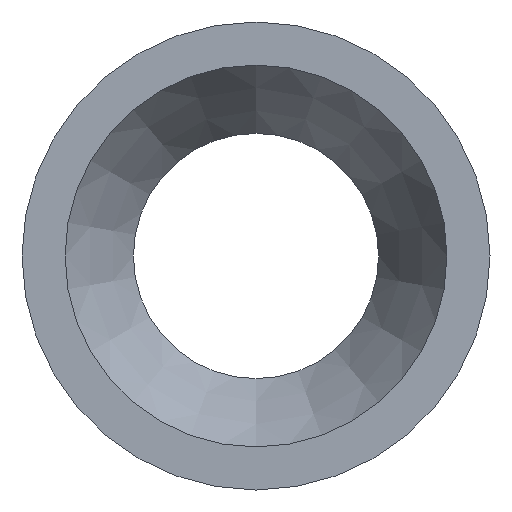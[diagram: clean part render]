
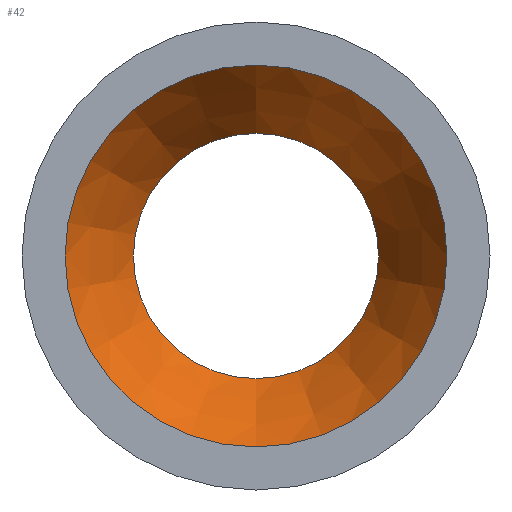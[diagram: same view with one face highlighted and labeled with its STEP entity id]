
A CAD part, left-side view. The second image highlights one B-rep face of the part: STEP entity #42.
In plain terms, the highlighted conical face has half-angle 29.316 degrees and reference radius 20.4 mm.
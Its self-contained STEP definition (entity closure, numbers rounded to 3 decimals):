
#42 = ADVANCED_FACE( '', ( #85, #86 ), #87, .F. );
#85 = FACE_BOUND( '', #124, .T. );
#86 = FACE_OUTER_BOUND( '', #125, .T. );
#87 = CONICAL_SURFACE( '', #126, 20.4, 0.512 );
#124 = EDGE_LOOP( '', ( #167 ) );
#125 = EDGE_LOOP( '', ( #168 ) );
#126 = AXIS2_PLACEMENT_3D( '', #169, #170, #171 );
#167 = ORIENTED_EDGE( '', *, *, #193, .T. );
#168 = ORIENTED_EDGE( '', *, *, #195, .F. );
#169 = CARTESIAN_POINT( '', ( 59., 0., 0. ) );
#170 = DIRECTION( '', ( -1., 0., 0. ) );
#171 = DIRECTION( '', ( 0., 0., 1. ) );
#193 = EDGE_CURVE( '', #214, #214, #215, .T. );
#195 = EDGE_CURVE( '', #217, #217, #218, .T. );
#214 = VERTEX_POINT( '', #238 );
#215 = CIRCLE( '', #239, 13.1 );
#217 = VERTEX_POINT( '', #241 );
#218 = CIRCLE( '', #242, 20.4 );
#238 = CARTESIAN_POINT( '', ( 72., 0., -13.1 ) );
#239 = AXIS2_PLACEMENT_3D( '', #263, #264, #265 );
#241 = CARTESIAN_POINT( '', ( 59., 0., -20.4 ) );
#242 = AXIS2_PLACEMENT_3D( '', #266, #267, #268 );
#263 = CARTESIAN_POINT( '', ( 72., 0., 0. ) );
#264 = DIRECTION( '', ( 1., 0., 0. ) );
#265 = DIRECTION( '', ( 0., 0., -1. ) );
#266 = CARTESIAN_POINT( '', ( 59., 0., 0. ) );
#267 = DIRECTION( '', ( 1., 0., 0. ) );
#268 = DIRECTION( '', ( 0., 0., -1. ) );
